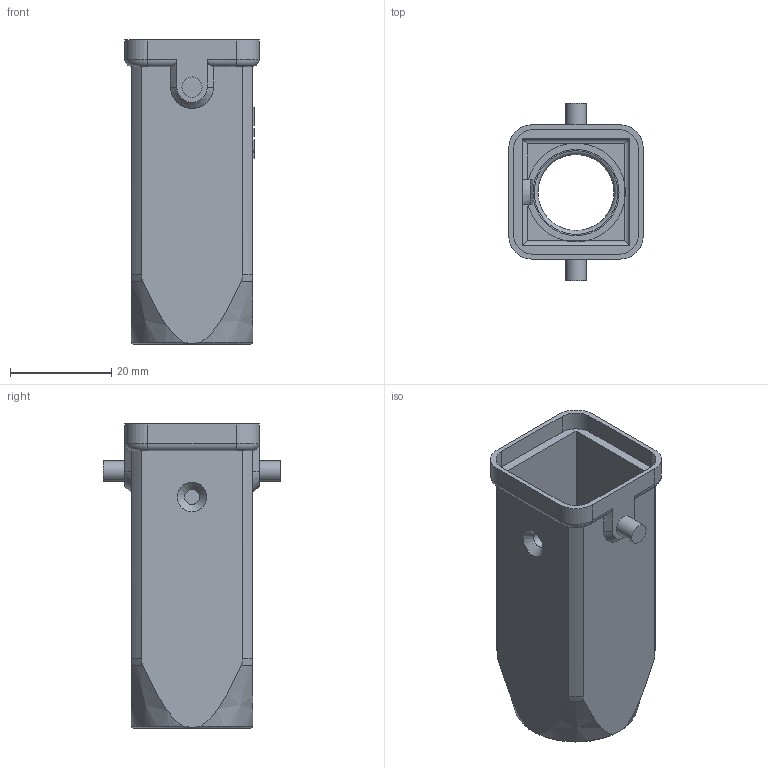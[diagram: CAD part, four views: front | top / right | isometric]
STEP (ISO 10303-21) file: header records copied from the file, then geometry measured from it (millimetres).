
FILE_DESCRIPTION((''),'2;1');
FILE_NAME('05200030420.stp','2020-07-08T08:06:24',('e.eickhoff'),(''),'Autodesk Inventor 2012','Autodesk Inventor 2012','');
FILE_SCHEMA(('AUTOMOTIVE_DESIGN { 1 0 10303 214 1 1 1 1 }'));
Length unit declared in the file: millimetre
Products named in the file (3): 05200030420; M16-PG11 Adapter
Assembly tree (2 placements, depth 2):
  05200030420
    05200030420
    M16-PG11 Adapter
Bounding box: 26.5 x 35.1 x 60 mm (x, y, z)
Volume: 10562.6 mm3; surface area: 12963 mm2
Topology: 2 solids, 2 shells, 186 faces, 475 edges, 313 vertices
Faces by surface type: plane 125, cylinder 34, bspline 18, torus 5, cone 4
Full cylindrical faces by diameter (mm): 0.753 x1, 0.986 x1, 3 x1, 4 x2, 5.8 x1, 15 x1, 16.5 x1, 19.5 x2
Entity records: 7101 total; most frequent: CARTESIAN_POINT 2474, ORIENTED_EDGE 918, DIRECTION 805, EDGE_CURVE 459, VECTOR 329, LINE 329, VERTEX_POINT 309, AXIS2_PLACEMENT_3D 238
